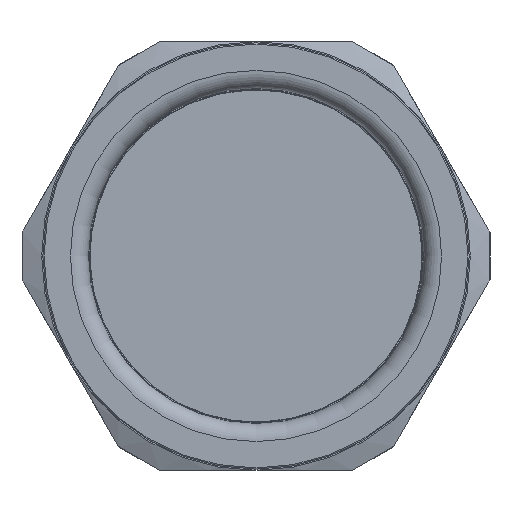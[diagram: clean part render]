
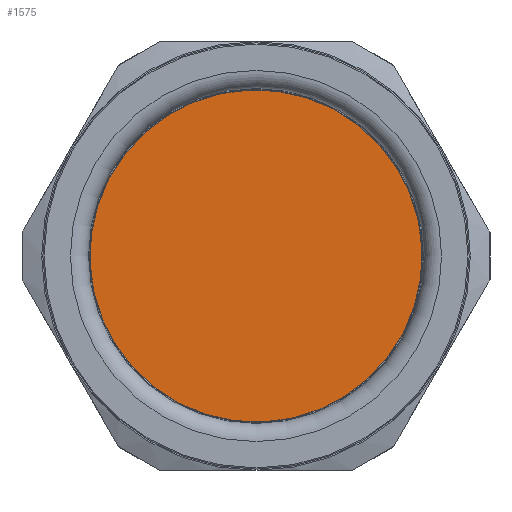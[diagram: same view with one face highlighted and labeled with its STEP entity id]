
A CAD part, left-side view. The second image highlights one B-rep face of the part: STEP entity #1575.
In plain terms, the highlighted planar face has unit normal (-1, 0, 0).
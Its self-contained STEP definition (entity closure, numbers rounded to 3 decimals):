
#215=PLANE('',#1825);
#430=FACE_OUTER_BOUND('',#594,.T.);
#594=EDGE_LOOP('',(#1429));
#666=CIRCLE('',#1801,27.9);
#809=VERTEX_POINT('',#8379);
#1012=EDGE_CURVE('',#809,#809,#666,.T.);
#1429=ORIENTED_EDGE('',*,*,#1012,.F.);
#1575=ADVANCED_FACE('',(#430),#215,.T.);
#1801=AXIS2_PLACEMENT_3D('',#8380,#2194,#2195);
#1825=AXIS2_PLACEMENT_3D('',#8415,#2242,#2243);
#2194=DIRECTION('center_axis',(1.,0.,0.));
#2195=DIRECTION('ref_axis',(0.,0.,-1.));
#2242=DIRECTION('center_axis',(-1.,0.,0.));
#2243=DIRECTION('ref_axis',(0.,0.,1.));
#8379=CARTESIAN_POINT('',(-0.034,27.9,0.));
#8380=CARTESIAN_POINT('Origin',(-0.034,0.,0.));
#8415=CARTESIAN_POINT('Origin',(-0.034,27.9,0.));
